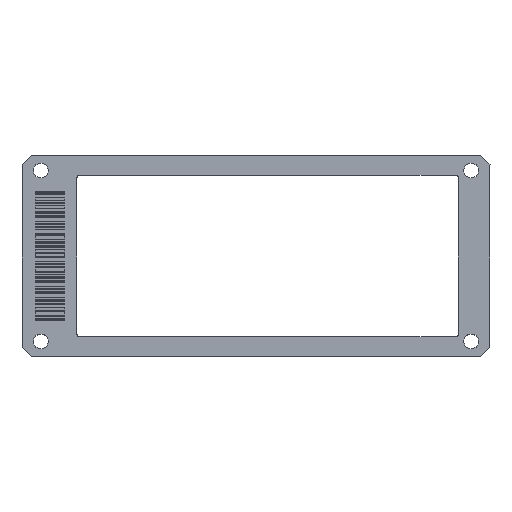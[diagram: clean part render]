
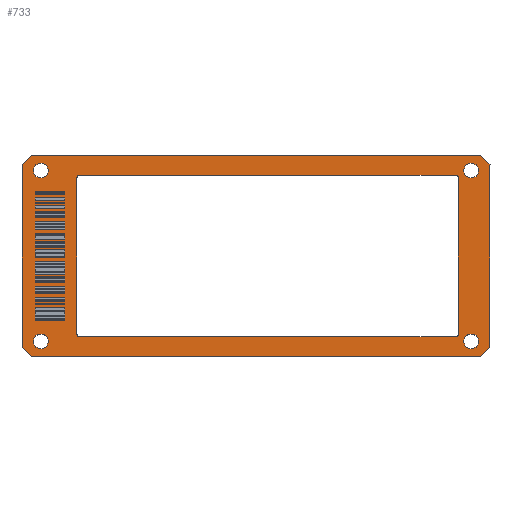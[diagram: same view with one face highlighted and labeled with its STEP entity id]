
A CAD part, top view. The second image highlights one B-rep face of the part: STEP entity #733.
In plain terms, the highlighted planar face has unit normal (0, 0, 1).
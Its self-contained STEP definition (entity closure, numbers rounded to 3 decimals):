
#102 = VERTEX_POINT('',#103);
#103 = CARTESIAN_POINT('',(200.,-98.,0.));
#120 = VERTEX_POINT('',#121);
#121 = CARTESIAN_POINT('',(200.,-59.,0.));
#127 = EDGE_CURVE('',#102,#120,#128,.T.);
#128 = LINE('',#129,#130);
#129 = CARTESIAN_POINT('',(200.,-98.,0.));
#130 = VECTOR('',#131,1.);
#131 = DIRECTION('',(0.,1.,0.));
#151 = VERTEX_POINT('',#152);
#152 = CARTESIAN_POINT('',(198.,-100.,0.));
#158 = EDGE_CURVE('',#102,#151,#159,.T.);
#159 = LINE('',#160,#161);
#160 = CARTESIAN_POINT('',(200.,-98.,0.));
#161 = VECTOR('',#162,1.);
#162 = DIRECTION('',(-0.707,-0.707,0.));
#173 = VERTEX_POINT('',#174);
#174 = CARTESIAN_POINT('',(198.,-57.,0.));
#189 = EDGE_CURVE('',#173,#120,#190,.T.);
#190 = LINE('',#191,#192);
#191 = CARTESIAN_POINT('',(198.,-57.,0.));
#192 = VECTOR('',#193,1.);
#193 = DIRECTION('',(0.707,-0.707,0.));
#204 = VERTEX_POINT('',#205);
#205 = CARTESIAN_POINT('',(102.,-100.,0.));
#220 = EDGE_CURVE('',#204,#151,#221,.T.);
#221 = LINE('',#222,#223);
#222 = CARTESIAN_POINT('',(102.,-100.,0.));
#223 = VECTOR('',#224,1.);
#224 = DIRECTION('',(1.,0.,0.));
#244 = VERTEX_POINT('',#245);
#245 = CARTESIAN_POINT('',(102.,-57.,0.));
#251 = EDGE_CURVE('',#173,#244,#252,.T.);
#252 = LINE('',#253,#254);
#253 = CARTESIAN_POINT('',(198.,-57.,0.));
#254 = VECTOR('',#255,1.);
#255 = DIRECTION('',(-1.,0.,0.));
#275 = VERTEX_POINT('',#276);
#276 = CARTESIAN_POINT('',(100.,-98.,0.));
#282 = EDGE_CURVE('',#204,#275,#283,.T.);
#283 = LINE('',#284,#285);
#284 = CARTESIAN_POINT('',(102.,-100.,0.));
#285 = VECTOR('',#286,1.);
#286 = DIRECTION('',(-0.707,0.707,0.));
#306 = VERTEX_POINT('',#307);
#307 = CARTESIAN_POINT('',(100.,-59.,0.));
#313 = EDGE_CURVE('',#244,#306,#314,.T.);
#314 = LINE('',#315,#316);
#315 = CARTESIAN_POINT('',(102.,-57.,0.));
#316 = VECTOR('',#317,1.);
#317 = DIRECTION('',(-0.707,-0.707,0.));
#335 = EDGE_CURVE('',#306,#275,#336,.T.);
#336 = LINE('',#337,#338);
#337 = CARTESIAN_POINT('',(100.,-59.,0.));
#338 = VECTOR('',#339,1.);
#339 = DIRECTION('',(0.,-1.,0.));
#350 = VERTEX_POINT('',#351);
#351 = CARTESIAN_POINT('',(197.581,-96.75,0.));
#367 = EDGE_CURVE('',#350,#350,#368,.T.);
#368 = CIRCLE('',#369,1.581);
#369 = AXIS2_PLACEMENT_3D('',#370,#371,#372);
#370 = CARTESIAN_POINT('',(196.,-96.75,0.));
#371 = DIRECTION('',(0.,0.,1.));
#372 = DIRECTION('',(1.,0.,0.));
#383 = VERTEX_POINT('',#384);
#384 = CARTESIAN_POINT('',(193.25,-95.25,0.));
#401 = VERTEX_POINT('',#402);
#402 = CARTESIAN_POINT('',(193.25,-61.75,0.));
#408 = EDGE_CURVE('',#383,#401,#409,.T.);
#409 = LINE('',#410,#411);
#410 = CARTESIAN_POINT('',(193.25,-95.25,0.));
#411 = VECTOR('',#412,1.);
#412 = DIRECTION('',(0.,1.,0.));
#433 = VERTEX_POINT('',#434);
#434 = CARTESIAN_POINT('',(192.75,-61.25,0.));
#440 = EDGE_CURVE('',#401,#433,#441,.T.);
#441 = CIRCLE('',#442,0.5);
#442 = AXIS2_PLACEMENT_3D('',#443,#444,#445);
#443 = CARTESIAN_POINT('',(192.75,-61.75,0.));
#444 = DIRECTION('',(0.,0.,1.));
#445 = DIRECTION('',(1.,0.,0.));
#465 = VERTEX_POINT('',#466);
#466 = CARTESIAN_POINT('',(112.25,-61.25,0.));
#472 = EDGE_CURVE('',#433,#465,#473,.T.);
#473 = LINE('',#474,#475);
#474 = CARTESIAN_POINT('',(192.75,-61.25,0.));
#475 = VECTOR('',#476,1.);
#476 = DIRECTION('',(-1.,0.,0.));
#497 = VERTEX_POINT('',#498);
#498 = CARTESIAN_POINT('',(111.75,-61.75,0.));
#504 = EDGE_CURVE('',#465,#497,#505,.T.);
#505 = CIRCLE('',#506,0.5);
#506 = AXIS2_PLACEMENT_3D('',#507,#508,#509);
#507 = CARTESIAN_POINT('',(112.25,-61.75,0.));
#508 = DIRECTION('',(0.,0.,1.));
#509 = DIRECTION('',(1.,0.,0.));
#529 = VERTEX_POINT('',#530);
#530 = CARTESIAN_POINT('',(111.75,-95.25,0.));
#536 = EDGE_CURVE('',#497,#529,#537,.T.);
#537 = LINE('',#538,#539);
#538 = CARTESIAN_POINT('',(111.75,-61.75,0.));
#539 = VECTOR('',#540,1.);
#540 = DIRECTION('',(0.,-1.,0.));
#561 = VERTEX_POINT('',#562);
#562 = CARTESIAN_POINT('',(112.25,-95.75,0.));
#568 = EDGE_CURVE('',#529,#561,#569,.T.);
#569 = CIRCLE('',#570,0.5);
#570 = AXIS2_PLACEMENT_3D('',#571,#572,#573);
#571 = CARTESIAN_POINT('',(112.25,-95.25,0.));
#572 = DIRECTION('',(0.,0.,1.));
#573 = DIRECTION('',(1.,0.,0.));
#593 = VERTEX_POINT('',#594);
#594 = CARTESIAN_POINT('',(192.75,-95.75,0.));
#600 = EDGE_CURVE('',#561,#593,#601,.T.);
#601 = LINE('',#602,#603);
#602 = CARTESIAN_POINT('',(112.25,-95.75,0.));
#603 = VECTOR('',#604,1.);
#604 = DIRECTION('',(1.,0.,0.));
#623 = EDGE_CURVE('',#593,#383,#624,.T.);
#624 = CIRCLE('',#625,0.5);
#625 = AXIS2_PLACEMENT_3D('',#626,#627,#628);
#626 = CARTESIAN_POINT('',(192.75,-95.25,0.));
#627 = DIRECTION('',(0.,0.,1.));
#628 = DIRECTION('',(1.,0.,0.));
#639 = VERTEX_POINT('',#640);
#640 = CARTESIAN_POINT('',(105.581,-96.75,0.));
#656 = EDGE_CURVE('',#639,#639,#657,.T.);
#657 = CIRCLE('',#658,1.581);
#658 = AXIS2_PLACEMENT_3D('',#659,#660,#661);
#659 = CARTESIAN_POINT('',(104.,-96.75,0.));
#660 = DIRECTION('',(0.,0.,1.));
#661 = DIRECTION('',(1.,0.,0.));
#672 = VERTEX_POINT('',#673);
#673 = CARTESIAN_POINT('',(197.581,-60.25,0.));
#689 = EDGE_CURVE('',#672,#672,#690,.T.);
#690 = CIRCLE('',#691,1.581);
#691 = AXIS2_PLACEMENT_3D('',#692,#693,#694);
#692 = CARTESIAN_POINT('',(196.,-60.25,0.));
#693 = DIRECTION('',(0.,0.,1.));
#694 = DIRECTION('',(1.,0.,0.));
#705 = VERTEX_POINT('',#706);
#706 = CARTESIAN_POINT('',(105.581,-60.25,0.));
#722 = EDGE_CURVE('',#705,#705,#723,.T.);
#723 = CIRCLE('',#724,1.581);
#724 = AXIS2_PLACEMENT_3D('',#725,#726,#727);
#725 = CARTESIAN_POINT('',(104.,-60.25,0.));
#726 = DIRECTION('',(0.,0.,1.));
#727 = DIRECTION('',(1.,0.,0.));
#733 = ADVANCED_FACE('',(#734,#744,#747,#757,#760,#763),#766,.T.);
#734 = FACE_BOUND('',#735,.T.);
#735 = EDGE_LOOP('',(#736,#737,#738,#739,#740,#741,#742,#743));
#736 = ORIENTED_EDGE('',*,*,#127,.T.);
#737 = ORIENTED_EDGE('',*,*,#189,.F.);
#738 = ORIENTED_EDGE('',*,*,#251,.T.);
#739 = ORIENTED_EDGE('',*,*,#313,.T.);
#740 = ORIENTED_EDGE('',*,*,#335,.T.);
#741 = ORIENTED_EDGE('',*,*,#282,.F.);
#742 = ORIENTED_EDGE('',*,*,#220,.T.);
#743 = ORIENTED_EDGE('',*,*,#158,.F.);
#744 = FACE_BOUND('',#745,.T.);
#745 = EDGE_LOOP('',(#746));
#746 = ORIENTED_EDGE('',*,*,#367,.F.);
#747 = FACE_BOUND('',#748,.T.);
#748 = EDGE_LOOP('',(#749,#750,#751,#752,#753,#754,#755,#756));
#749 = ORIENTED_EDGE('',*,*,#408,.F.);
#750 = ORIENTED_EDGE('',*,*,#623,.F.);
#751 = ORIENTED_EDGE('',*,*,#600,.F.);
#752 = ORIENTED_EDGE('',*,*,#568,.F.);
#753 = ORIENTED_EDGE('',*,*,#536,.F.);
#754 = ORIENTED_EDGE('',*,*,#504,.F.);
#755 = ORIENTED_EDGE('',*,*,#472,.F.);
#756 = ORIENTED_EDGE('',*,*,#440,.F.);
#757 = FACE_BOUND('',#758,.T.);
#758 = EDGE_LOOP('',(#759));
#759 = ORIENTED_EDGE('',*,*,#656,.F.);
#760 = FACE_BOUND('',#761,.T.);
#761 = EDGE_LOOP('',(#762));
#762 = ORIENTED_EDGE('',*,*,#689,.F.);
#763 = FACE_BOUND('',#764,.T.);
#764 = EDGE_LOOP('',(#765));
#765 = ORIENTED_EDGE('',*,*,#722,.F.);
#766 = PLANE('',#767);
#767 = AXIS2_PLACEMENT_3D('',#768,#769,#770);
#768 = CARTESIAN_POINT('',(150.,-78.5,0.));
#769 = DIRECTION('',(0.,0.,1.));
#770 = DIRECTION('',(1.,0.,0.));
